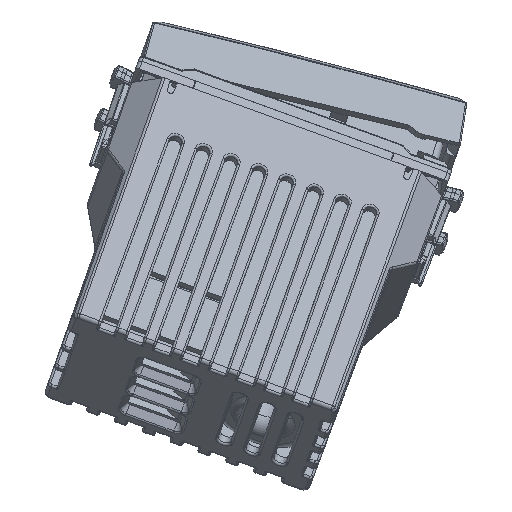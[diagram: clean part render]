
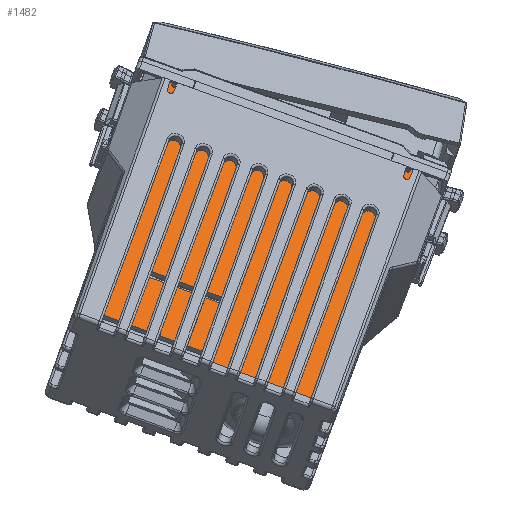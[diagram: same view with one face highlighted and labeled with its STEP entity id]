
A CAD part, left-side view. The second image highlights one B-rep face of the part: STEP entity #1482.
In plain terms, the highlighted face is planar.
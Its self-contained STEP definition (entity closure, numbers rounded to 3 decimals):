
#985=CARTESIAN_POINT('Vertex',(-17.75,-8.2,0.7)) ;
#990=CARTESIAN_POINT('Line Origine',(-13.15,-8.2,0.7)) ;
#994=CARTESIAN_POINT('Vertex',(-8.55,-8.2,0.7)) ;
#1021=CARTESIAN_POINT('Line Origine',(-8.55,-8.2,-1.65)) ;
#1025=CARTESIAN_POINT('Vertex',(-8.55,-8.2,-4.)) ;
#1052=CARTESIAN_POINT('Line Origine',(0.,-8.2,-4.)) ;
#1056=CARTESIAN_POINT('Vertex',(8.55,-8.2,-4.)) ;
#1083=CARTESIAN_POINT('Line Origine',(8.55,-8.2,-1.65)) ;
#1087=CARTESIAN_POINT('Vertex',(8.55,-8.2,0.7)) ;
#1109=CARTESIAN_POINT('Line Origine',(13.15,-8.2,0.7)) ;
#1113=CARTESIAN_POINT('Vertex',(17.75,-8.2,0.7)) ;
#1135=CARTESIAN_POINT('Line Origine',(17.75,-8.2,-20.1)) ;
#1139=CARTESIAN_POINT('Vertex',(17.75,-8.2,-40.9)) ;
#1161=CARTESIAN_POINT('Line Origine',(8.9,-8.2,-40.9)) ;
#1165=CARTESIAN_POINT('Vertex',(0.05,-8.2,-40.9)) ;
#1192=CARTESIAN_POINT('Line Origine',(0.05,-8.2,-39.9)) ;
#1196=CARTESIAN_POINT('Vertex',(0.05,-8.2,-38.9)) ;
#1223=CARTESIAN_POINT('Line Origine',(-8.85,-8.2,-38.9)) ;
#1227=CARTESIAN_POINT('Vertex',(-17.75,-8.2,-38.9)) ;
#1254=CARTESIAN_POINT('Line Origine',(-17.75,-8.2,-19.1)) ;
#1289=CARTESIAN_POINT('Vertex',(-0.25,-8.2,-36.4)) ;
#1292=CARTESIAN_POINT('Line Origine',(0.2,-8.2,-36.4)) ;
#1296=CARTESIAN_POINT('Vertex',(0.65,-8.2,-36.4)) ;
#1323=CARTESIAN_POINT('Line Origine',(0.65,-8.2,-33.)) ;
#1327=CARTESIAN_POINT('Vertex',(0.65,-8.2,-29.6)) ;
#1354=CARTESIAN_POINT('Line Origine',(-5.2,-8.2,-29.6)) ;
#1358=CARTESIAN_POINT('Vertex',(-11.05,-8.2,-29.6)) ;
#1385=CARTESIAN_POINT('Line Origine',(-11.05,-8.2,-30.1)) ;
#1389=CARTESIAN_POINT('Vertex',(-11.05,-8.2,-30.6)) ;
#1416=CARTESIAN_POINT('Line Origine',(-5.65,-8.2,-30.6)) ;
#1420=CARTESIAN_POINT('Vertex',(-0.25,-8.2,-30.6)) ;
#1445=CARTESIAN_POINT('Line Origine',(-0.25,-8.2,-33.5)) ;
#1457=CARTESIAN_POINT('Axis2P3D Location',(0.,-8.2,0.)) ;
#991=DIRECTION('Vector Direction',(-1.,0.,0.)) ;
#1022=DIRECTION('Vector Direction',(0.,0.,-1.)) ;
#1053=DIRECTION('Vector Direction',(1.,0.,0.)) ;
#1084=DIRECTION('Vector Direction',(0.,0.,1.)) ;
#1110=DIRECTION('Vector Direction',(-1.,0.,0.)) ;
#1136=DIRECTION('Vector Direction',(0.,0.,1.)) ;
#1162=DIRECTION('Vector Direction',(1.,0.,0.)) ;
#1193=DIRECTION('Vector Direction',(0.,0.,1.)) ;
#1224=DIRECTION('Vector Direction',(-1.,0.,0.)) ;
#1255=DIRECTION('Vector Direction',(0.,0.,-1.)) ;
#1293=DIRECTION('Vector Direction',(-1.,0.,0.)) ;
#1324=DIRECTION('Vector Direction',(0.,0.,1.)) ;
#1355=DIRECTION('Vector Direction',(-1.,0.,0.)) ;
#1386=DIRECTION('Vector Direction',(0.,0.,-1.)) ;
#1417=DIRECTION('Vector Direction',(1.,0.,0.)) ;
#1446=DIRECTION('Vector Direction',(0.,0.,-1.)) ;
#1458=DIRECTION('Axis2P3D Direction',(0.,1.,0.)) ;
#1459=DIRECTION('Axis2P3D XDirection',(-1.,0.,0.)) ;
#1460=AXIS2_PLACEMENT_3D('Plane Axis2P3D',#1457,#1458,#1459) ;
#1463=ORIENTED_EDGE('',*,*,#1258,.F.) ;
#1464=ORIENTED_EDGE('',*,*,#1229,.F.) ;
#1465=ORIENTED_EDGE('',*,*,#1198,.F.) ;
#1466=ORIENTED_EDGE('',*,*,#1167,.F.) ;
#1467=ORIENTED_EDGE('',*,*,#1141,.F.) ;
#1468=ORIENTED_EDGE('',*,*,#1115,.F.) ;
#1469=ORIENTED_EDGE('',*,*,#1089,.F.) ;
#1470=ORIENTED_EDGE('',*,*,#1058,.F.) ;
#1471=ORIENTED_EDGE('',*,*,#1027,.F.) ;
#1472=ORIENTED_EDGE('',*,*,#996,.F.) ;
#1475=ORIENTED_EDGE('',*,*,#1449,.T.) ;
#1476=ORIENTED_EDGE('',*,*,#1422,.T.) ;
#1477=ORIENTED_EDGE('',*,*,#1391,.T.) ;
#1478=ORIENTED_EDGE('',*,*,#1360,.T.) ;
#1479=ORIENTED_EDGE('',*,*,#1329,.T.) ;
#1480=ORIENTED_EDGE('',*,*,#1298,.T.) ;
#1481=FACE_BOUND('',#1474,.T.) ;
#992=VECTOR('Line Direction',#991,1.) ;
#1023=VECTOR('Line Direction',#1022,1.) ;
#1054=VECTOR('Line Direction',#1053,1.) ;
#1085=VECTOR('Line Direction',#1084,1.) ;
#1111=VECTOR('Line Direction',#1110,1.) ;
#1137=VECTOR('Line Direction',#1136,1.) ;
#1163=VECTOR('Line Direction',#1162,1.) ;
#1194=VECTOR('Line Direction',#1193,1.) ;
#1225=VECTOR('Line Direction',#1224,1.) ;
#1256=VECTOR('Line Direction',#1255,1.) ;
#1294=VECTOR('Line Direction',#1293,1.) ;
#1325=VECTOR('Line Direction',#1324,1.) ;
#1356=VECTOR('Line Direction',#1355,1.) ;
#1387=VECTOR('Line Direction',#1386,1.) ;
#1418=VECTOR('Line Direction',#1417,1.) ;
#1447=VECTOR('Line Direction',#1446,1.) ;
#1482=ADVANCED_FACE('schede',(#1473,#1481),#1461,.F.) ;
#996=EDGE_CURVE('',#986,#995,#993,.F.) ;
#1027=EDGE_CURVE('',#995,#1026,#1024,.T.) ;
#1058=EDGE_CURVE('',#1026,#1057,#1055,.T.) ;
#1089=EDGE_CURVE('',#1057,#1088,#1086,.T.) ;
#1115=EDGE_CURVE('',#1088,#1114,#1112,.F.) ;
#1141=EDGE_CURVE('',#1114,#1140,#1138,.F.) ;
#1167=EDGE_CURVE('',#1140,#1166,#1164,.F.) ;
#1198=EDGE_CURVE('',#1166,#1197,#1195,.T.) ;
#1229=EDGE_CURVE('',#1197,#1228,#1226,.T.) ;
#1258=EDGE_CURVE('',#1228,#986,#1257,.F.) ;
#1298=EDGE_CURVE('',#1297,#1290,#1295,.T.) ;
#1329=EDGE_CURVE('',#1328,#1297,#1326,.F.) ;
#1360=EDGE_CURVE('',#1359,#1328,#1357,.F.) ;
#1391=EDGE_CURVE('',#1390,#1359,#1388,.F.) ;
#1422=EDGE_CURVE('',#1421,#1390,#1419,.F.) ;
#1449=EDGE_CURVE('',#1290,#1421,#1448,.F.) ;
#1462=EDGE_LOOP('',(#1463,#1464,#1465,#1466,#1467,#1468,#1469,#1470,#1471,#1472)) ;
#1474=EDGE_LOOP('',(#1475,#1476,#1477,#1478,#1479,#1480)) ;
#1473=FACE_OUTER_BOUND('',#1462,.T.) ;
#993=LINE('Line',#990,#992) ;
#1024=LINE('Line',#1021,#1023) ;
#1055=LINE('Line',#1052,#1054) ;
#1086=LINE('Line',#1083,#1085) ;
#1112=LINE('Line',#1109,#1111) ;
#1138=LINE('Line',#1135,#1137) ;
#1164=LINE('Line',#1161,#1163) ;
#1195=LINE('Line',#1192,#1194) ;
#1226=LINE('Line',#1223,#1225) ;
#1257=LINE('Line',#1254,#1256) ;
#1295=LINE('Line',#1292,#1294) ;
#1326=LINE('Line',#1323,#1325) ;
#1357=LINE('Line',#1354,#1356) ;
#1388=LINE('Line',#1385,#1387) ;
#1419=LINE('Line',#1416,#1418) ;
#1448=LINE('Line',#1445,#1447) ;
#1461=PLANE('',#1460) ;
#986=VERTEX_POINT('',#985) ;
#995=VERTEX_POINT('',#994) ;
#1026=VERTEX_POINT('',#1025) ;
#1057=VERTEX_POINT('',#1056) ;
#1088=VERTEX_POINT('',#1087) ;
#1114=VERTEX_POINT('',#1113) ;
#1140=VERTEX_POINT('',#1139) ;
#1166=VERTEX_POINT('',#1165) ;
#1197=VERTEX_POINT('',#1196) ;
#1228=VERTEX_POINT('',#1227) ;
#1290=VERTEX_POINT('',#1289) ;
#1297=VERTEX_POINT('',#1296) ;
#1328=VERTEX_POINT('',#1327) ;
#1359=VERTEX_POINT('',#1358) ;
#1390=VERTEX_POINT('',#1389) ;
#1421=VERTEX_POINT('',#1420) ;
